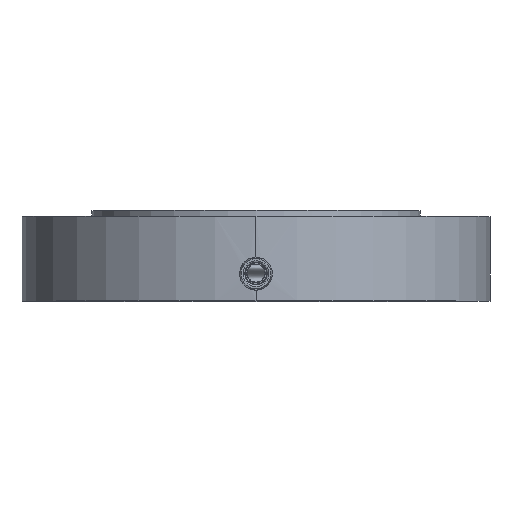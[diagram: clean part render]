
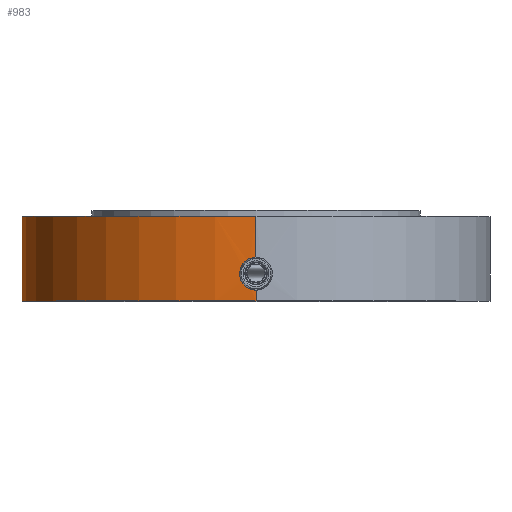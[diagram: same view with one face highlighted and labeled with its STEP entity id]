
A CAD part, top view. The second image highlights one B-rep face of the part: STEP entity #983.
In plain terms, the highlighted cylindrical face has radius 50.546 mm (diameter 101.092 mm), a partial arc.
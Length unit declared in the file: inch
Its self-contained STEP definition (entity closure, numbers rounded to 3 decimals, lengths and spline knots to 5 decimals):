
#73=FACE_OUTER_BOUND('',#128,.T.);
#128=EDGE_LOOP('',(#625,#626,#627,#628,#629,#630,#631,#632,#633));
#205=B_SPLINE_CURVE_WITH_KNOTS('',3,(#1528,#1529,#1530,#1531,#1532,#1533,
#1534,#1535,#1536,#1537),.UNSPECIFIED.,.F.,.F.,(4,2,2,2,4),(1.21153,
1.31249,1.41345,1.51442,1.61538),
 .UNSPECIFIED.);
#206=B_SPLINE_CURVE_WITH_KNOTS('',3,(#1539,#1540,#1541,#1542,#1543,#1544,
#1545,#1546,#1547,#1548),.UNSPECIFIED.,.F.,.F.,(4,2,2,2,4),(1.61538,
1.71634,1.8173,1.91826,2.01922),
 .UNSPECIFIED.);
#212=CIRCLE('',#1059,1.99);
#213=CIRCLE('',#1060,1.99);
#294=LINE('',#1516,#341);
#295=LINE('',#1520,#342);
#296=LINE('',#1524,#343);
#297=LINE('',#1526,#344);
#298=LINE('',#1549,#345);
#341=VECTOR('',#1197,1.99);
#342=VECTOR('',#1200,1.99);
#343=VECTOR('',#1203,1.99);
#344=VECTOR('',#1204,0.3937);
#345=VECTOR('',#1205,0.3937);
#388=VERTEX_POINT('',#1514);
#389=VERTEX_POINT('',#1515);
#390=VERTEX_POINT('',#1517);
#391=VERTEX_POINT('',#1519);
#392=VERTEX_POINT('',#1521);
#393=VERTEX_POINT('',#1523);
#394=VERTEX_POINT('',#1525);
#395=VERTEX_POINT('',#1527);
#396=VERTEX_POINT('',#1538);
#485=EDGE_CURVE('',#388,#389,#294,.T.);
#486=EDGE_CURVE('',#388,#390,#212,.T.);
#487=EDGE_CURVE('',#391,#390,#295,.T.);
#488=EDGE_CURVE('',#392,#391,#213,.T.);
#489=EDGE_CURVE('',#393,#392,#296,.T.);
#490=EDGE_CURVE('',#394,#393,#297,.T.);
#491=EDGE_CURVE('',#394,#395,#205,.T.);
#492=EDGE_CURVE('',#395,#396,#206,.T.);
#493=EDGE_CURVE('',#389,#396,#298,.T.);
#625=ORIENTED_EDGE('',*,*,#485,.F.);
#626=ORIENTED_EDGE('',*,*,#486,.T.);
#627=ORIENTED_EDGE('',*,*,#487,.F.);
#628=ORIENTED_EDGE('',*,*,#488,.F.);
#629=ORIENTED_EDGE('',*,*,#489,.F.);
#630=ORIENTED_EDGE('',*,*,#490,.F.);
#631=ORIENTED_EDGE('',*,*,#491,.T.);
#632=ORIENTED_EDGE('',*,*,#492,.T.);
#633=ORIENTED_EDGE('',*,*,#493,.F.);
#905=CYLINDRICAL_SURFACE('',#1058,1.99);
#983=ADVANCED_FACE('',(#73),#905,.T.);
#1058=AXIS2_PLACEMENT_3D('',#1513,#1195,#1196);
#1059=AXIS2_PLACEMENT_3D('',#1518,#1198,#1199);
#1060=AXIS2_PLACEMENT_3D('',#1522,#1201,#1202);
#1195=DIRECTION('center_axis',(0.,-1.,0.));
#1196=DIRECTION('ref_axis',(0.,0.,
-1.));
#1197=DIRECTION('',(0.,-1.,0.));
#1198=DIRECTION('center_axis',(0.,-1.,0.));
#1199=DIRECTION('ref_axis',(1.,0.,0.));
#1200=DIRECTION('',(0.,1.,0.));
#1201=DIRECTION('center_axis',(0.,-1.,0.));
#1202=DIRECTION('ref_axis',(1.,0.,0.));
#1203=DIRECTION('',(0.,-1.,0.));
#1204=DIRECTION('',(0.,-1.,0.));
#1205=DIRECTION('',(0.,-1.,0.));
#1513=CARTESIAN_POINT('Origin',(0.,0.36,0.));
#1514=CARTESIAN_POINT('',(0.,0.72,1.99));
#1515=CARTESIAN_POINT('',(0.,0.347,1.99));
#1516=CARTESIAN_POINT('',(0.,0.36,1.99));
#1517=CARTESIAN_POINT('',(-1.99,0.72,0.));
#1518=CARTESIAN_POINT('Origin',(0.,0.72,0.));
#1519=CARTESIAN_POINT('',(-1.99,0.,0.));
#1520=CARTESIAN_POINT('',(-1.99,0.36,0.));
#1521=CARTESIAN_POINT('',(0.,0.,1.99));
#1522=CARTESIAN_POINT('Origin',(0.,0.,
0.));
#1523=CARTESIAN_POINT('',(0.,0.113,1.99));
#1524=CARTESIAN_POINT('',(0.,0.36,1.99));
#1525=CARTESIAN_POINT('',(0.,0.1245,1.99));
#1526=CARTESIAN_POINT('',(0.,0.36,1.99));
#1527=CARTESIAN_POINT('',(-0.1055,0.23,1.9872));
#1528=CARTESIAN_POINT('Ctrl Pts',(0.,0.1245,1.99));
#1529=CARTESIAN_POINT('Ctrl Pts',(-0.01325,0.1245,1.99));
#1530=CARTESIAN_POINT('Ctrl Pts',(-0.02738,0.12715,
1.98985));
#1531=CARTESIAN_POINT('Ctrl Pts',(-0.05337,0.13792,
1.98933));
#1532=CARTESIAN_POINT('Ctrl Pts',(-0.06523,0.14603,
1.98895));
#1533=CARTESIAN_POINT('Ctrl Pts',(-0.08397,0.16477,
1.98825));
#1534=CARTESIAN_POINT('Ctrl Pts',(-0.09208,0.17663,
1.98788));
#1535=CARTESIAN_POINT('Ctrl Pts',(-0.10285,0.20262,
1.98735));
#1536=CARTESIAN_POINT('Ctrl Pts',(-0.1055,0.21675,1.9872));
#1537=CARTESIAN_POINT('Ctrl Pts',(-0.1055,0.23,1.9872));
#1538=CARTESIAN_POINT('',(0.,0.3355,1.99));
#1539=CARTESIAN_POINT('Ctrl Pts',(-0.1055,0.23,1.9872));
#1540=CARTESIAN_POINT('Ctrl Pts',(-0.1055,0.24325,1.9872));
#1541=CARTESIAN_POINT('Ctrl Pts',(-0.10285,0.25738,
1.98735));
#1542=CARTESIAN_POINT('Ctrl Pts',(-0.09208,0.28337,
1.98788));
#1543=CARTESIAN_POINT('Ctrl Pts',(-0.08397,0.29523,
1.98825));
#1544=CARTESIAN_POINT('Ctrl Pts',(-0.06523,0.31397,
1.98895));
#1545=CARTESIAN_POINT('Ctrl Pts',(-0.05337,0.32208,
1.98933));
#1546=CARTESIAN_POINT('Ctrl Pts',(-0.02738,0.33285,
1.98985));
#1547=CARTESIAN_POINT('Ctrl Pts',(-0.01325,0.3355,1.99));
#1548=CARTESIAN_POINT('Ctrl Pts',(0.,0.3355,1.99));
#1549=CARTESIAN_POINT('',(0.,0.36,1.99));
